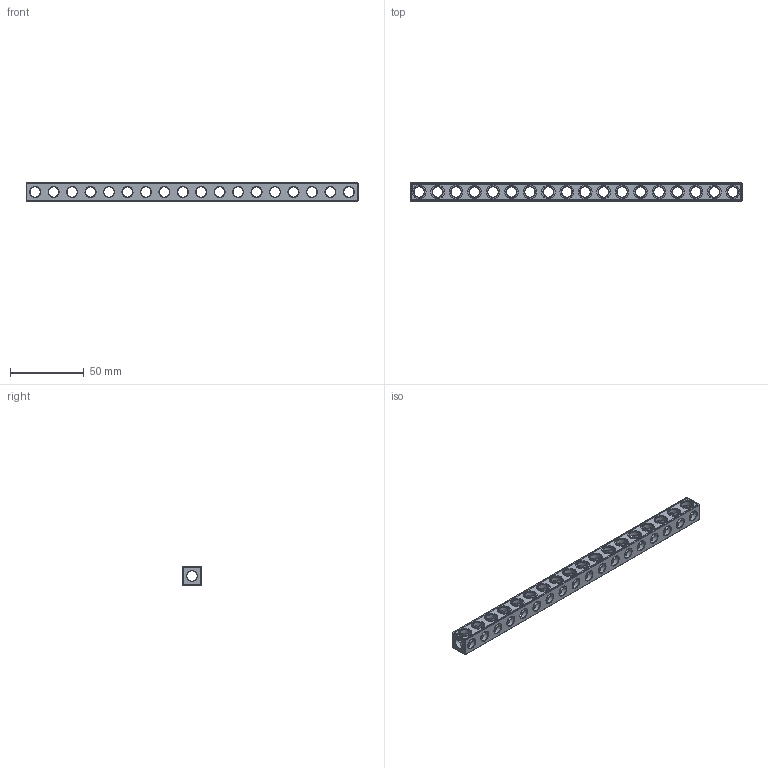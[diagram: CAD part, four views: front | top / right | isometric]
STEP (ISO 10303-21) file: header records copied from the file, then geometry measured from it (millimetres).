
FILE_DESCRIPTION(('FreeCAD Model'),'2;1');
FILE_NAME('Open CASCADE Shape Model','2021-05-23T22:05:14',( 'Paulo Kiefe'),('STEMFIE.org'),'Open CASCADE STEP processor 7.4', 'FreeCAD','Unknown');
FILE_SCHEMA(('AUTOMOTIVE_DESIGN { 1 0 10303 214 1 1 1 1 }'));
Products named in the file (1): Beam_STR_ESS_BU18x01x01_-_SPN-BEM-0055_(stemfie.org)
Bounding box: 225 x 12.5 x 12.5 mm (x, y, z)
Volume: 17570.7 mm3; surface area: 15819.9 mm2
Topology: 1 solids, 1 shells, 657 faces, 2026 edges, 1350 vertices
Faces by surface type: plane 358, extrusion 116, cylinder 109, cone 74
Full cylindrical faces by diameter (mm): 7 x91, 9.2 x18
Entity records: 69403 total; most frequent: CARTESIAN_POINT 30974, DIRECTION 6475, VECTOR 4176, LINE 4060, ORIENTED_EDGE 4052, PCURVE 4052, DEFINITIONAL_REPRESENTATION 4052, EDGE_CURVE 2026
